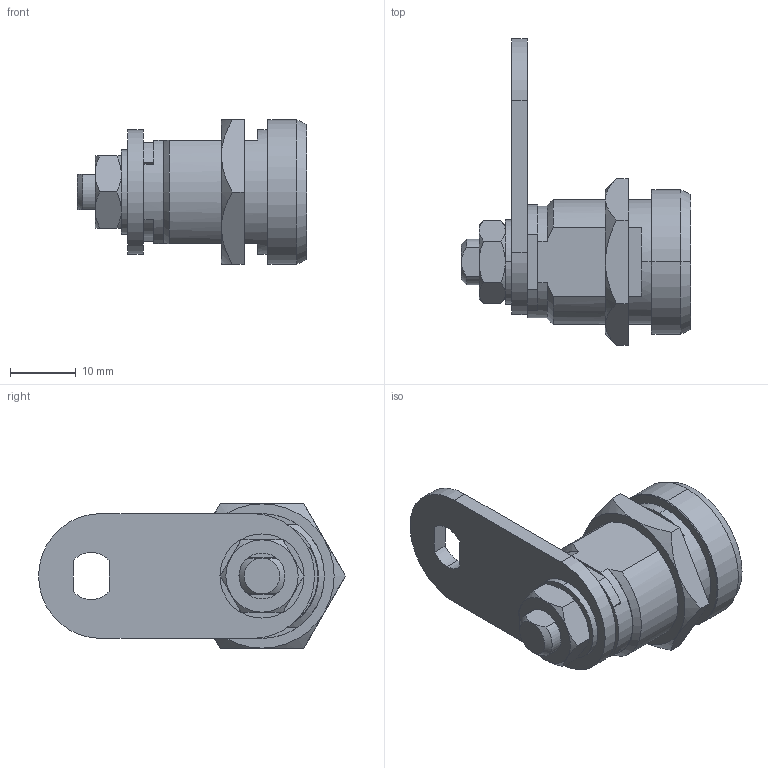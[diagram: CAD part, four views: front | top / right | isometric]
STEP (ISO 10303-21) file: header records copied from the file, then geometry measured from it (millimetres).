
FILE_DESCRIPTION (( 'STEP AP203' ), '1' );
FILE_NAME ('sone3D.STEP', '2016-04-15T08:15:56', ( '' ), ( '' ), 'SwSTEP 2.0', 'SolidWorks 2014', '' );
FILE_SCHEMA (( 'CONFIG_CONTROL_DESIGN' ));
Length unit declared in the file: millimetre
Products named in the file (7): C-344僗僩僢僷乕僾儗乕僩_; C-344六角小ナット_; sone3D; C-344平座金_; C-344止金_; C-344本体_; C-344六角ナット_
Assembly tree (6 placements, depth 2):
  sone3D
    C-344本体_
    C-344六角ナット_
    C-344僗僩僢僷乕僾儗乕僩_
    C-344六角小ナット_
    C-344平座金_
    C-344止金_
Bounding box: 34.9 x 46.7 x 22 mm (x, y, z)
Volume: 9650.4 mm3; surface area: 5800.9 mm2
Topology: 6 solids, 6 shells, 101 faces, 252 edges, 166 vertices
Faces by surface type: plane 51, cylinder 36, cone 14
Entity records: 4003 total; most frequent: CARTESIAN_POINT 800, DIRECTION 532, ORIENTED_EDGE 504, EDGE_CURVE 252, AXIS2_PLACEMENT_3D 202, VERTEX_POINT 166, VECTOR 128, LINE 128
